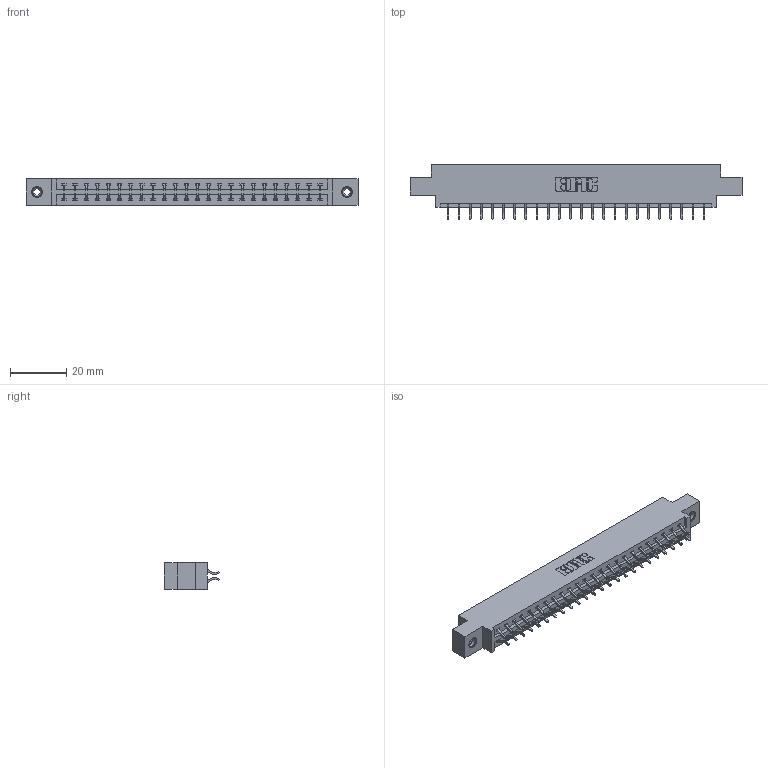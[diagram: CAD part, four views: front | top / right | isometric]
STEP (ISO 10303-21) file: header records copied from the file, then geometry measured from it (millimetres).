
FILE_DESCRIPTION (( 'STEP AP203' ), '1' );
FILE_NAME ('387-048-556-808.STEP', '2018-09-20T06:43:40', ( '' ), ( '' ), 'SwSTEP 2.0', 'SolidWorks 2016', '' );
FILE_SCHEMA (( 'CONFIG_CONTROL_DESIGN' ));
Length unit declared in the file: inch
Products named in the file (4): 337 Part_0.170 Offset - 0.156 Dia-TI; 345-292-001_556 Tail; 345-250-001_345-250-003-102; 387-048-556-808
Assembly tree (51 placements, depth 2):
  387-048-556-808
    337 Part_0.170 Offset - 0.156 Dia-TI
    345-292-001_556 Tail  x48
    345-250-001_345-250-003-102  x2
Bounding box: 118.11 x 19.57 x 9.4 mm (x, y, z)
Volume: 12081.8 mm3; surface area: 13564.8 mm2
Topology: 51 solids, 51 shells, 3058 faces, 9051 edges, 5962 vertices
Faces by surface type: plane 2122, cylinder 920, cone 12, torus 4
Entity records: 22474 total; most frequent: CARTESIAN_POINT 3797, ORIENTED_EDGE 3714, DIRECTION 3283, EDGE_CURVE 1857, LINE 1701, VECTOR 1701, VERTEX_POINT 1232, AXIS2_PLACEMENT_3D 791
